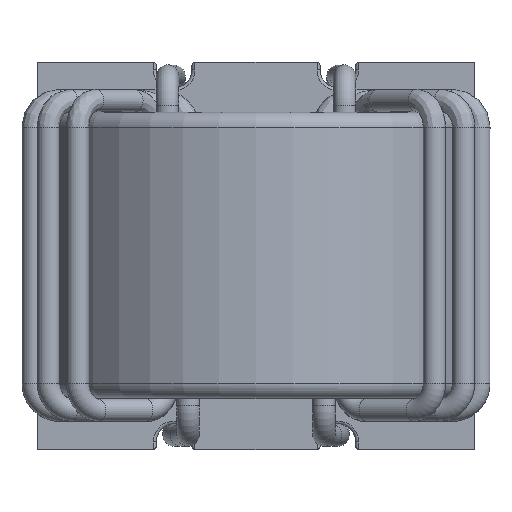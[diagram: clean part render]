
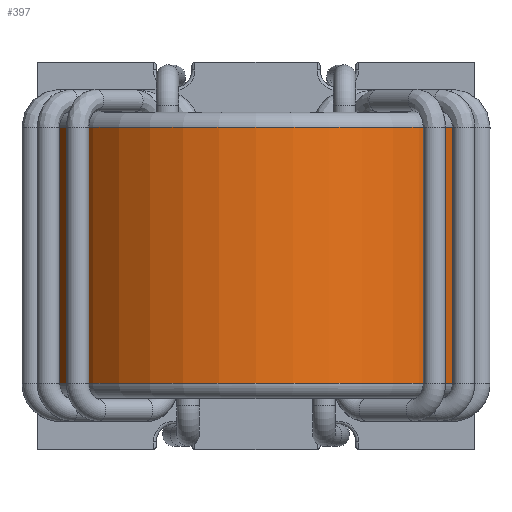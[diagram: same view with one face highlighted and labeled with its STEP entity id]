
A CAD part, top view. The second image highlights one B-rep face of the part: STEP entity #397.
In plain terms, the highlighted cylindrical face has radius 7.15 mm (diameter 14.3 mm), a full revolution.
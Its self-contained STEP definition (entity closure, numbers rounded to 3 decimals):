
#397 = ADVANCED_FACE( '', ( #976, #977 ), #978, .T. );
#976 = FACE_OUTER_BOUND( '', #4196, .T. );
#977 = FACE_OUTER_BOUND( '', #4197, .T. );
#978 = CYLINDRICAL_SURFACE( '', #4198, 7.15 );
#4196 = EDGE_LOOP( '', ( #8198 ) );
#4197 = EDGE_LOOP( '', ( #8199 ) );
#4198 = AXIS2_PLACEMENT_3D( '', #8200, #8201, #8202 );
#8198 = ORIENTED_EDGE( '', *, *, #8891, .T. );
#8199 = ORIENTED_EDGE( '', *, *, #8892, .T. );
#8200 = CARTESIAN_POINT( '', ( 0., -4.8, 7.85 ) );
#8201 = DIRECTION( '', ( 0., -1., 0. ) );
#8202 = DIRECTION( '', ( 0., 0., 1. ) );
#8891 = EDGE_CURVE( '', #9551, #9551, #9552, .F. );
#8892 = EDGE_CURVE( '', #9553, #9553, #9554, .T. );
#9551 = VERTEX_POINT( '', #10451 );
#9552 = CIRCLE( '', #10452, 7.15 );
#9553 = VERTEX_POINT( '', #10453 );
#9554 = CIRCLE( '', #10454, 7.15 );
#10451 = CARTESIAN_POINT( '', ( 0., 4.3, 15. ) );
#10452 = AXIS2_PLACEMENT_3D( '', #11283, #11284, #11285 );
#10453 = CARTESIAN_POINT( '', ( 0., -4.3, 15. ) );
#10454 = AXIS2_PLACEMENT_3D( '', #11286, #11287, #11288 );
#11283 = CARTESIAN_POINT( '', ( 0., 4.3, 7.85 ) );
#11284 = DIRECTION( '', ( 0., 1., 0. ) );
#11285 = DIRECTION( '', ( 0., 0., 1. ) );
#11286 = CARTESIAN_POINT( '', ( 0., -4.3, 7.85 ) );
#11287 = DIRECTION( '', ( 0., 1., 0. ) );
#11288 = DIRECTION( '', ( 0., 0., 1. ) );
